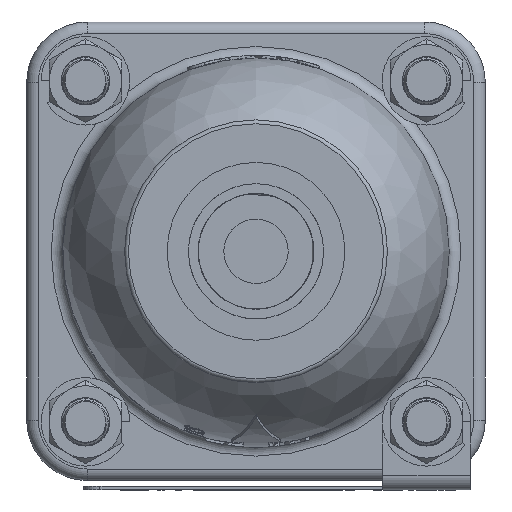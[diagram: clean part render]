
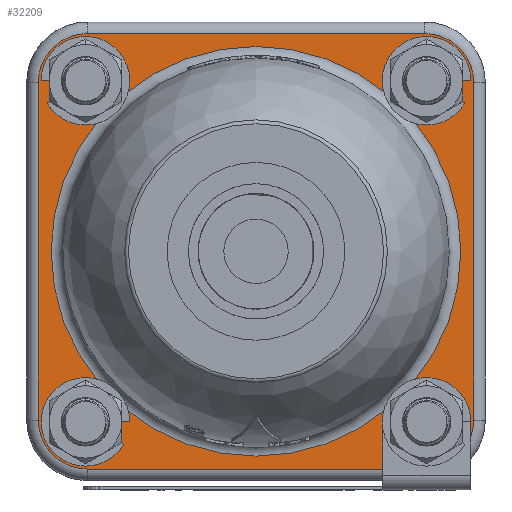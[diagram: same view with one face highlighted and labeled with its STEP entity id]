
A CAD part, front view. The second image highlights one B-rep face of the part: STEP entity #32209.
In plain terms, the highlighted face is planar.
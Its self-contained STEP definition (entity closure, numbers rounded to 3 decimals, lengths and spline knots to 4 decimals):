
#1156=FACE_BOUND('',#4367,.T.);
#1157=FACE_BOUND('',#4368,.T.);
#1158=FACE_BOUND('',#4369,.T.);
#1159=FACE_BOUND('',#4370,.T.);
#1160=FACE_BOUND('',#4371,.T.);
#1377=PLANE('',#34711);
#2449=FACE_OUTER_BOUND('',#4366,.T.);
#4366=EDGE_LOOP('',(#22975,#22976,#22977,#22978,#22979,#22980,#22981,#22982));
#4367=EDGE_LOOP('',(#22983));
#4368=EDGE_LOOP('',(#22984));
#4369=EDGE_LOOP('',(#22985));
#4370=EDGE_LOOP('',(#22986));
#4371=EDGE_LOOP('',(#22987));
#7621=CIRCLE('',#34707,1.59);
#7625=CIRCLE('',#34712,0.38);
#7626=CIRCLE('',#34713,0.38);
#7627=CIRCLE('',#34714,0.38);
#7628=CIRCLE('',#34715,0.38);
#7629=CIRCLE('',#34716,0.203);
#7630=CIRCLE('',#34717,0.203);
#7631=CIRCLE('',#34718,0.203);
#7632=CIRCLE('',#34719,0.203);
#8353=LINE('',#47279,#11113);
#8354=LINE('',#47283,#11114);
#8355=LINE('',#47287,#11115);
#8356=LINE('',#47290,#11116);
#11113=VECTOR('',#37902,0.3937);
#11114=VECTOR('',#37905,0.3937);
#11115=VECTOR('',#37908,0.3937);
#11116=VECTOR('',#37911,0.3937);
#14102=VERTEX_POINT('',#47267);
#14105=VERTEX_POINT('',#47275);
#14106=VERTEX_POINT('',#47276);
#14107=VERTEX_POINT('',#47278);
#14108=VERTEX_POINT('',#47280);
#14109=VERTEX_POINT('',#47282);
#14110=VERTEX_POINT('',#47284);
#14111=VERTEX_POINT('',#47286);
#14112=VERTEX_POINT('',#47288);
#14113=VERTEX_POINT('',#47291);
#14114=VERTEX_POINT('',#47293);
#14115=VERTEX_POINT('',#47295);
#14116=VERTEX_POINT('',#47297);
#17512=EDGE_CURVE('',#14102,#14102,#7621,.T.);
#17516=EDGE_CURVE('',#14105,#14106,#7625,.T.);
#17517=EDGE_CURVE('',#14107,#14105,#8353,.T.);
#17518=EDGE_CURVE('',#14108,#14107,#7626,.T.);
#17519=EDGE_CURVE('',#14109,#14108,#8354,.T.);
#17520=EDGE_CURVE('',#14110,#14109,#7627,.T.);
#17521=EDGE_CURVE('',#14111,#14110,#8355,.T.);
#17522=EDGE_CURVE('',#14112,#14111,#7628,.T.);
#17523=EDGE_CURVE('',#14106,#14112,#8356,.T.);
#17524=EDGE_CURVE('',#14113,#14113,#7629,.T.);
#17525=EDGE_CURVE('',#14114,#14114,#7630,.T.);
#17526=EDGE_CURVE('',#14115,#14115,#7631,.T.);
#17527=EDGE_CURVE('',#14116,#14116,#7632,.T.);
#22975=ORIENTED_EDGE('',*,*,#17516,.F.);
#22976=ORIENTED_EDGE('',*,*,#17517,.F.);
#22977=ORIENTED_EDGE('',*,*,#17518,.F.);
#22978=ORIENTED_EDGE('',*,*,#17519,.F.);
#22979=ORIENTED_EDGE('',*,*,#17520,.F.);
#22980=ORIENTED_EDGE('',*,*,#17521,.F.);
#22981=ORIENTED_EDGE('',*,*,#17522,.F.);
#22982=ORIENTED_EDGE('',*,*,#17523,.F.);
#22983=ORIENTED_EDGE('',*,*,#17524,.T.);
#22984=ORIENTED_EDGE('',*,*,#17525,.T.);
#22985=ORIENTED_EDGE('',*,*,#17526,.T.);
#22986=ORIENTED_EDGE('',*,*,#17527,.T.);
#22987=ORIENTED_EDGE('',*,*,#17512,.F.);
#32209=ADVANCED_FACE('',(#2449,#1156,#1157,#1158,#1159,#1160),#1377,.T.);
#34707=AXIS2_PLACEMENT_3D('',#47268,#37890,#37891);
#34711=AXIS2_PLACEMENT_3D('',#47274,#37898,#37899);
#34712=AXIS2_PLACEMENT_3D('',#47277,#37900,#37901);
#34713=AXIS2_PLACEMENT_3D('',#47281,#37903,#37904);
#34714=AXIS2_PLACEMENT_3D('',#47285,#37906,#37907);
#34715=AXIS2_PLACEMENT_3D('',#47289,#37909,#37910);
#34716=AXIS2_PLACEMENT_3D('',#47292,#37912,#37913);
#34717=AXIS2_PLACEMENT_3D('',#47294,#37914,#37915);
#34718=AXIS2_PLACEMENT_3D('',#47296,#37916,#37917);
#34719=AXIS2_PLACEMENT_3D('',#47298,#37918,#37919);
#37890=DIRECTION('center_axis',(0.,1.,0.));
#37891=DIRECTION('ref_axis',(1.,0.,0.));
#37898=DIRECTION('center_axis',(0.,1.,0.));
#37899=DIRECTION('ref_axis',(0.,0.,1.));
#37900=DIRECTION('center_axis',(0.,-1.,0.));
#37901=DIRECTION('ref_axis',(0.707,0.,0.707));
#37902=DIRECTION('',(0.,0.,1.));
#37903=DIRECTION('center_axis',(0.,-1.,0.));
#37904=DIRECTION('ref_axis',(0.707,0.,-0.707));
#37905=DIRECTION('',(1.,0.,0.));
#37906=DIRECTION('center_axis',(0.,-1.,0.));
#37907=DIRECTION('ref_axis',(-0.707,0.,-0.707));
#37908=DIRECTION('',(0.,0.,-1.));
#37909=DIRECTION('center_axis',(0.,-1.,0.));
#37910=DIRECTION('ref_axis',(-0.707,0.,0.707));
#37911=DIRECTION('',(-1.,0.,0.));
#37912=DIRECTION('center_axis',(0.,-1.,0.));
#37913=DIRECTION('ref_axis',(-1.,0.,0.));
#37914=DIRECTION('center_axis',(0.,-1.,0.));
#37915=DIRECTION('ref_axis',(-1.,0.,0.));
#37916=DIRECTION('center_axis',(0.,-1.,0.));
#37917=DIRECTION('ref_axis',(-1.,0.,0.));
#37918=DIRECTION('center_axis',(0.,-1.,0.));
#37919=DIRECTION('ref_axis',(-1.,0.,0.));
#47267=CARTESIAN_POINT('',(0.,0.655,-1.59));
#47268=CARTESIAN_POINT('Origin',(0.,0.655,0.));
#47274=CARTESIAN_POINT('Origin',(0.,0.655,0.));
#47275=CARTESIAN_POINT('',(1.69,0.655,1.31));
#47276=CARTESIAN_POINT('',(1.31,0.655,1.69));
#47277=CARTESIAN_POINT('Origin',(1.31,0.655,1.31));
#47278=CARTESIAN_POINT('',(1.69,0.655,-1.31));
#47279=CARTESIAN_POINT('',(1.69,0.655,0.89));
#47280=CARTESIAN_POINT('',(1.31,0.655,-1.69));
#47281=CARTESIAN_POINT('Origin',(1.31,0.655,-1.31));
#47282=CARTESIAN_POINT('',(-1.31,0.655,-1.69));
#47283=CARTESIAN_POINT('',(0.89,0.655,-1.69));
#47284=CARTESIAN_POINT('',(-1.69,0.655,-1.31));
#47285=CARTESIAN_POINT('Origin',(-1.31,0.655,-1.31));
#47286=CARTESIAN_POINT('',(-1.69,0.655,1.31));
#47287=CARTESIAN_POINT('',(-1.69,0.655,-0.89));
#47288=CARTESIAN_POINT('',(-1.31,0.655,1.69));
#47289=CARTESIAN_POINT('Origin',(-1.31,0.655,1.31));
#47290=CARTESIAN_POINT('',(-0.89,0.655,1.69));
#47291=CARTESIAN_POINT('',(-1.121,0.655,-1.324));
#47292=CARTESIAN_POINT('Origin',(-1.324,0.655,-1.324));
#47293=CARTESIAN_POINT('',(1.527,0.655,-1.324));
#47294=CARTESIAN_POINT('Origin',(1.324,0.655,-1.324));
#47295=CARTESIAN_POINT('',(1.527,0.655,1.324));
#47296=CARTESIAN_POINT('Origin',(1.324,0.655,1.324));
#47297=CARTESIAN_POINT('',(-1.121,0.655,1.324));
#47298=CARTESIAN_POINT('Origin',(-1.324,0.655,1.324));
